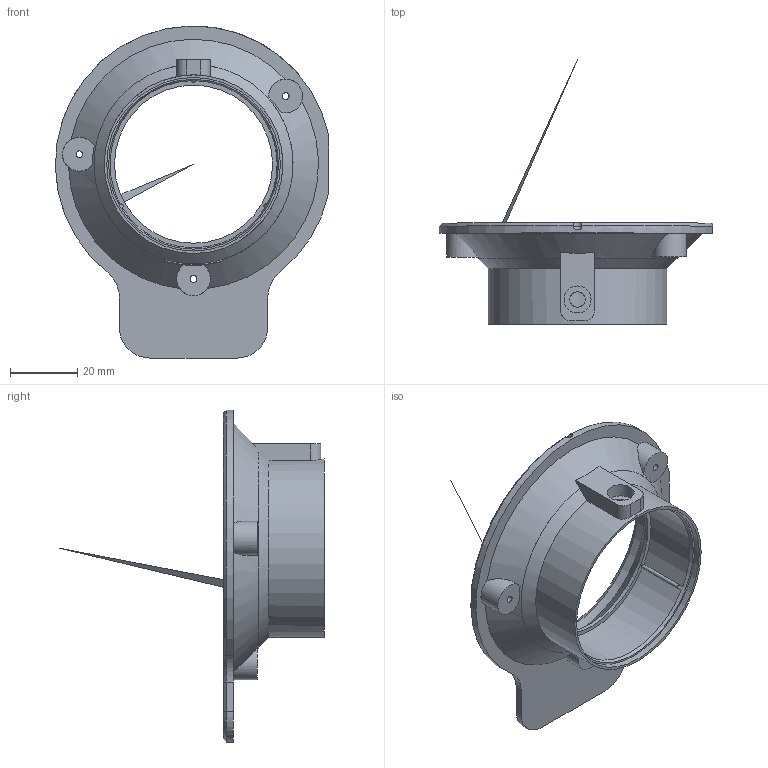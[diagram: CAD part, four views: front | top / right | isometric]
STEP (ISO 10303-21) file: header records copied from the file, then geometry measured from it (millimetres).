
FILE_DESCRIPTION(/* description */ (''),/* implementation_level */ '2;1');
FILE_NAME(/* name */ 'SlowFeeder_EK43.step',/* time_stamp */ '2026-01-22T10:15:09+11:00',/* author */ (''),/* organization */ (''),/* preprocessor_version */ 'ST-DEVELOPER v20.1',/* originating_system */ 'Autodesk Translation Framework v14.21.0.0',/* authorisation */ '');
FILE_SCHEMA (('AUTOMOTIVE_DESIGN { 1 0 10303 214 3 1 1 }'));
Length unit declared in the file: millimetre
Products named in the file (1): NuFeeder_EK43
Bounding box: 81.05 x 78.5 x 98.48 mm (x, y, z)
Volume: 27066.1 mm3; surface area: 18095.4 mm2
Topology: 1 solids, 1 shells, 115 faces, 306 edges, 196 vertices
Faces by surface type: cylinder 45, plane 42, cone 27, bspline 1
Full cylindrical faces by diameter (mm): 2 x3, 4.6 x1, 5.15 x3, 8 x1, 46.9 x1, 51.5 x1, 53 x1, 58 x1
Entity records: 3846 total; most frequent: CARTESIAN_POINT 987, ORIENTED_EDGE 612, DIRECTION 597, EDGE_CURVE 306, AXIS2_PLACEMENT_3D 241, VERTEX_POINT 196, EDGE_LOOP 128, CIRCLE 126
